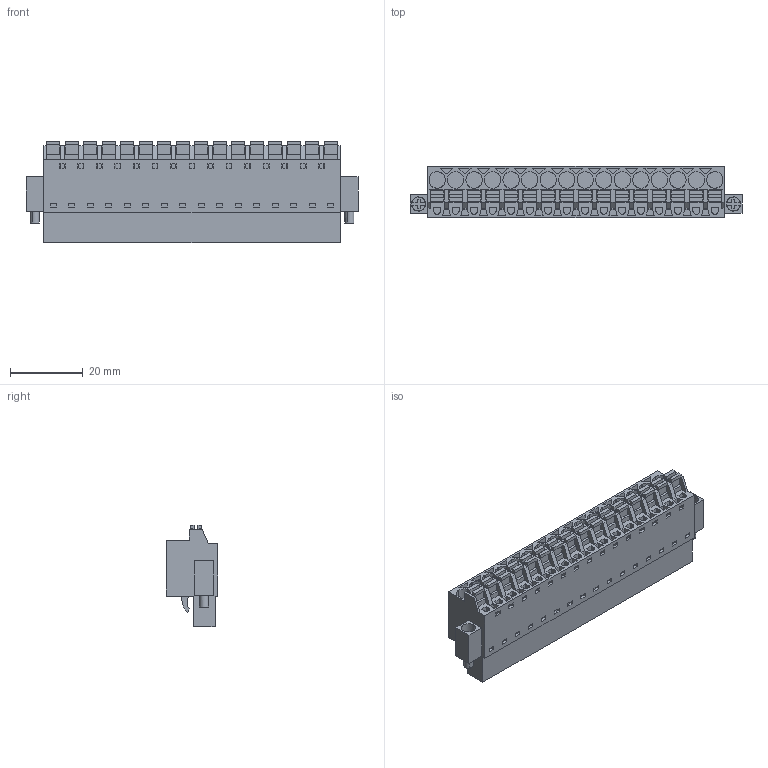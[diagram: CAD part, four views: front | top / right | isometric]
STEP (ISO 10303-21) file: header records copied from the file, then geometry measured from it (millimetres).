
FILE_DESCRIPTION(('CATIA V5 STEP Exchange','CAx-IF Rec.Pracs.--- Model Styling and Organization---1.2---2011-12-15'),'2;1');
FILE_NAME ('D1446510_0_1012970000_1012970000.stp','2017-04-28T11:56:38+00:00',('none'),('Weidmueller'),'CATIA Version 5-6 Release 2014','CATIA V5 STEP AP214','none');
FILE_SCHEMA(('AUTOMOTIVE_DESIGN { 1 0 10303 214 1 1 1 1 }'));
Length unit declared in the file: millimetre
Products named in the file (1): 1012970000
Bounding box: 91.08 x 14.2 x 27.73 mm (x, y, z)
Volume: 19522.4 mm3; surface area: 13672.2 mm2
Topology: 19 solids, 19 shells, 1242 faces, 3563 edges, 2479 vertices
Faces by surface type: plane 1108, cylinder 133, extrusion 1
Entity records: 39799 total; most frequent: CARTESIAN_POINT 7627, ORIENTED_EDGE 7126, DIRECTION 5025, EDGE_CURVE 3563, VECTOR 3288, LINE 3287, VERTEX_POINT 2479, EDGE_LOOP 1426
